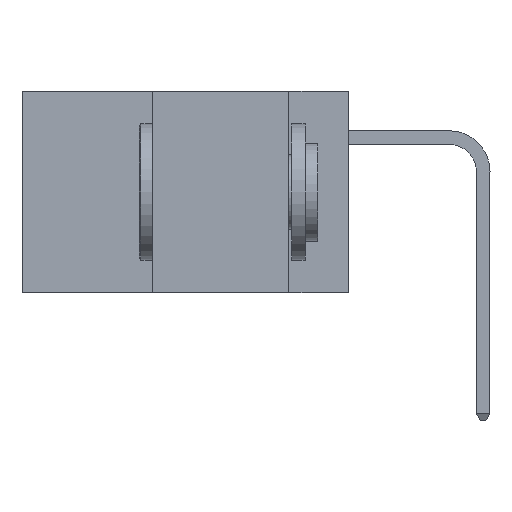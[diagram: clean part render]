
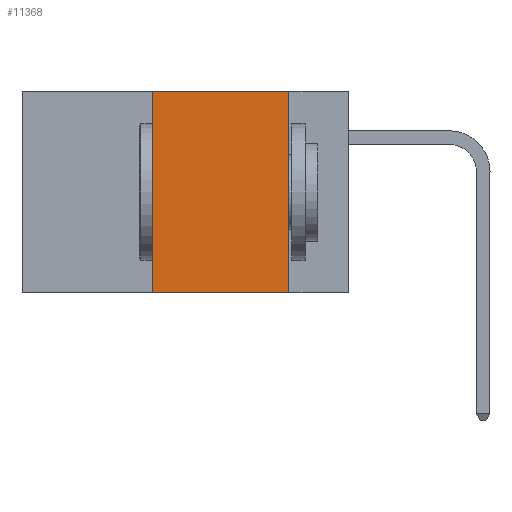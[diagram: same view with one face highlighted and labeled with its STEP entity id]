
A CAD part, left-side view. The second image highlights one B-rep face of the part: STEP entity #11368.
In plain terms, the highlighted planar face has unit normal (-1, 0, 0).
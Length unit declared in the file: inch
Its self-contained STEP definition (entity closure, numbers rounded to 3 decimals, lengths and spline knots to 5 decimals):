
#599 = EDGE_CURVE ( 'NONE', #13326, #16772, #14414, .T. ) ;
#843 = LINE ( 'NONE', #12019, #11852 ) ;
#983 = EDGE_CURVE ( 'NONE', #3762, #16772, #843, .T. ) ;
#1567 = CARTESIAN_POINT ( 'NONE',  ( 0., 0.36, 0. ) ) ;
#3091 = DIRECTION ( 'NONE',  ( 0., 0., 1. ) ) ;
#3112 = CARTESIAN_POINT ( 'NONE',  ( 0., 0.6, 0. ) ) ;
#3762 = VERTEX_POINT ( 'NONE', #11259 ) ;
#4182 = CARTESIAN_POINT ( 'NONE',  ( 0., 0.11, 0. ) ) ;
#4689 = DIRECTION ( 'NONE',  ( 0., 0., -1. ) ) ;
#5164 = ORIENTED_EDGE ( 'NONE', *, *, #983, .T. ) ;
#5213 = ORIENTED_EDGE ( 'NONE', *, *, #12017, .F. ) ;
#5346 = EDGE_CURVE ( 'NONE', #18165, #13326, #8113, .T. ) ;
#5475 = ORIENTED_EDGE ( 'NONE', *, *, #599, .F. ) ;
#5819 = EDGE_LOOP ( 'NONE', ( #5475, #6624, #5213, #5164 ) ) ;
#5962 = VECTOR ( 'NONE', #3091, 39.37008 ) ;
#6624 = ORIENTED_EDGE ( 'NONE', *, *, #5346, .F. ) ;
#6712 = FACE_OUTER_BOUND ( 'NONE', #5819, .T. ) ;
#7298 = AXIS2_PLACEMENT_3D ( 'NONE', #3112, #13568, #4689 ) ;
#7582 = VECTOR ( 'NONE', #10410, 39.37008 ) ;
#8113 = LINE ( 'NONE', #14666, #14928 ) ;
#10410 = DIRECTION ( 'NONE',  ( 0., 0., -1. ) ) ;
#10506 = CARTESIAN_POINT ( 'NONE',  ( 0., 0.11, 0. ) ) ;
#10611 = PLANE ( 'NONE',  #7298 ) ;
#11259 = CARTESIAN_POINT ( 'NONE',  ( 0., 0.36, -0.37 ) ) ;
#11368 = ADVANCED_FACE ( 'NONE', ( #6712 ), #10611, .F. ) ;
#11653 = DIRECTION ( 'NONE',  ( 0., -1., 0. ) ) ;
#11852 = VECTOR ( 'NONE', #11653, 39.37008 ) ;
#12017 = EDGE_CURVE ( 'NONE', #3762, #18165, #17464, .T. ) ;
#12019 = CARTESIAN_POINT ( 'NONE',  ( 0., 0.6, -0.37 ) ) ;
#13326 = VERTEX_POINT ( 'NONE', #4182 ) ;
#13568 = DIRECTION ( 'NONE',  ( 1., 0., 0. ) ) ;
#14281 = CARTESIAN_POINT ( 'NONE',  ( 0., 0.36, 0. ) ) ;
#14414 = LINE ( 'NONE', #10506, #7582 ) ;
#14666 = CARTESIAN_POINT ( 'NONE',  ( 0., 0.6, 0. ) ) ;
#14734 = CARTESIAN_POINT ( 'NONE',  ( 0., 0.11, -0.37 ) ) ;
#14928 = VECTOR ( 'NONE', #16021, 39.37008 ) ;
#16021 = DIRECTION ( 'NONE',  ( 0., -1., 0. ) ) ;
#16772 = VERTEX_POINT ( 'NONE', #14734 ) ;
#17464 = LINE ( 'NONE', #1567, #5962 ) ;
#18165 = VERTEX_POINT ( 'NONE', #14281 ) ;
